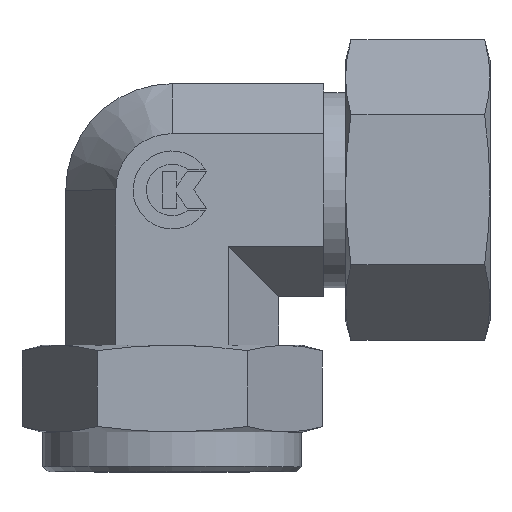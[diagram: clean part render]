
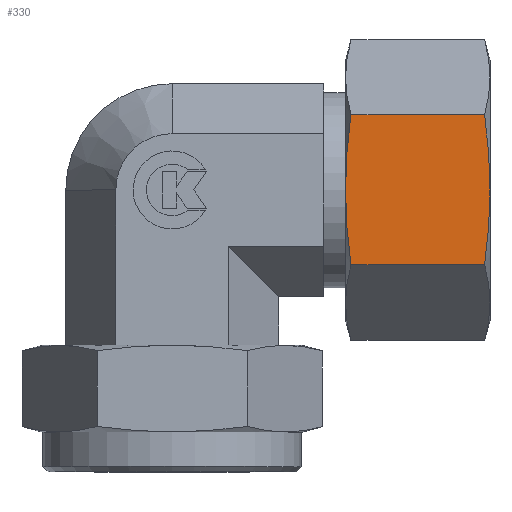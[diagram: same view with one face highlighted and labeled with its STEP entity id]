
A CAD part, top view. The second image highlights one B-rep face of the part: STEP entity #330.
In plain terms, the highlighted planar face has unit normal (0, 0, 1).
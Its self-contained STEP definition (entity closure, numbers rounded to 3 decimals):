
#330 = ADVANCED_FACE( '', ( #688 ), #689, .F. );
#688 = FACE_OUTER_BOUND( '', #1076, .T. );
#689 = PLANE( '', #1077 );
#1076 = EDGE_LOOP( '', ( #2324, #2325, #2326, #2327, #2328, #2329 ) );
#1077 = AXIS2_PLACEMENT_3D( '', #2330, #2331, #2332 );
#2324 = ORIENTED_EDGE( '', *, *, #2909, .F. );
#2325 = ORIENTED_EDGE( '', *, *, #2901, .F. );
#2326 = ORIENTED_EDGE( '', *, *, #2910, .F. );
#2327 = ORIENTED_EDGE( '', *, *, #2911, .F. );
#2328 = ORIENTED_EDGE( '', *, *, #2904, .T. );
#2329 = ORIENTED_EDGE( '', *, *, #2912, .F. );
#2330 = CARTESIAN_POINT( '', ( 44., -10.392, 18. ) );
#2331 = DIRECTION( '', ( 0., 0., -1. ) );
#2332 = DIRECTION( '', ( 0., -1., 0. ) );
#2901 = EDGE_CURVE( '', #3553, #3555, #3556, .T. );
#2904 = EDGE_CURVE( '', #3561, #3558, #3562, .T. );
#2909 = EDGE_CURVE( '', #3555, #3568, #3569, .T. );
#2910 = EDGE_CURVE( '', #3570, #3553, #3571, .T. );
#2911 = EDGE_CURVE( '', #3561, #3570, #3572, .T. );
#2912 = EDGE_CURVE( '', #3568, #3558, #3573, .T. );
#3553 = VERTEX_POINT( '', #4866 );
#3555 = VERTEX_POINT( '', #4877 );
#3556 = LINE( '', #4878, #4879 );
#3558 = VERTEX_POINT( '', #4890 );
#3561 = VERTEX_POINT( '', #4902 );
#3562 = LINE( '', #4903, #4904 );
#3568 = VERTEX_POINT( '', #4938 );
#3569 = ( B_SPLINE_CURVE( 2, ( #4940, #4941, #4942 ), .UNSPECIFIED., .F., .F. )B_SPLINE_CURVE_WITH_KNOTS( ( 3, 3 ), ( 8.684, 20.294 ), .UNSPECIFIED. )RATIONAL_B_SPLINE_CURVE( ( 1.058, 1.068, 1. ) )BOUNDED_CURVE(  )REPRESENTATION_ITEM( '' )GEOMETRIC_REPRESENTATION_ITEM(  )CURVE(  ) );
#3570 = VERTEX_POINT( '', #4949 );
#3571 = ( B_SPLINE_CURVE( 2, ( #4951, #4952, #4953 ), .UNSPECIFIED., .F., .F. )B_SPLINE_CURVE_WITH_KNOTS( ( 3, 3 ), ( 20.294, 31.904 ), .UNSPECIFIED. )RATIONAL_B_SPLINE_CURVE( ( 1., 1.068, 1.058 ) )BOUNDED_CURVE(  )REPRESENTATION_ITEM( '' )GEOMETRIC_REPRESENTATION_ITEM(  )CURVE(  ) );
#3572 = ( B_SPLINE_CURVE( 2, ( #4961, #4962, #4963 ), .UNSPECIFIED., .F., .F. )B_SPLINE_CURVE_WITH_KNOTS( ( 3, 3 ), ( 8.684, 20.294 ), .UNSPECIFIED. )RATIONAL_B_SPLINE_CURVE( ( 1.058, 1.068, 1. ) )BOUNDED_CURVE(  )REPRESENTATION_ITEM( '' )GEOMETRIC_REPRESENTATION_ITEM(  )CURVE(  ) );
#3573 = ( B_SPLINE_CURVE( 2, ( #4971, #4972, #4973 ), .UNSPECIFIED., .F., .F. )B_SPLINE_CURVE_WITH_KNOTS( ( 3, 3 ), ( 20.294, 31.904 ), .UNSPECIFIED. )RATIONAL_B_SPLINE_CURVE( ( 1., 1.068, 1.058 ) )BOUNDED_CURVE(  )REPRESENTATION_ITEM( '' )GEOMETRIC_REPRESENTATION_ITEM(  )CURVE(  ) );
#4866 = CARTESIAN_POINT( '', ( 43.254, -10.392, 18. ) );
#4877 = CARTESIAN_POINT( '', ( 24.746, -10.392, 18. ) );
#4878 = CARTESIAN_POINT( '', ( 44., -10.392, 18. ) );
#4879 = VECTOR( '', #5698, 1. );
#4890 = CARTESIAN_POINT( '', ( 24.746, 10.392, 18. ) );
#4902 = CARTESIAN_POINT( '', ( 43.254, 10.392, 18. ) );
#4903 = CARTESIAN_POINT( '', ( 44., 10.392, 18. ) );
#4904 = VECTOR( '', #5699, 1. );
#4938 = CARTESIAN_POINT( '', ( 24., 0., 18. ) );
#4940 = CARTESIAN_POINT( '', ( 24.746, -10.392, 18. ) );
#4941 = CARTESIAN_POINT( '', ( 24., -4.823, 18. ) );
#4942 = CARTESIAN_POINT( '', ( 24., 0., 18. ) );
#4949 = CARTESIAN_POINT( '', ( 44., 0., 18. ) );
#4951 = CARTESIAN_POINT( '', ( 44., 0., 18. ) );
#4952 = CARTESIAN_POINT( '', ( 44., -4.823, 18. ) );
#4953 = CARTESIAN_POINT( '', ( 43.254, -10.392, 18. ) );
#4961 = CARTESIAN_POINT( '', ( 43.254, 10.392, 18. ) );
#4962 = CARTESIAN_POINT( '', ( 44., 4.823, 18. ) );
#4963 = CARTESIAN_POINT( '', ( 44., 0., 18. ) );
#4971 = CARTESIAN_POINT( '', ( 24., 0., 18. ) );
#4972 = CARTESIAN_POINT( '', ( 24., 4.823, 18. ) );
#4973 = CARTESIAN_POINT( '', ( 24.746, 10.392, 18. ) );
#5698 = DIRECTION( '', ( -1., 0., 0. ) );
#5699 = DIRECTION( '', ( -1., 0., 0. ) );
